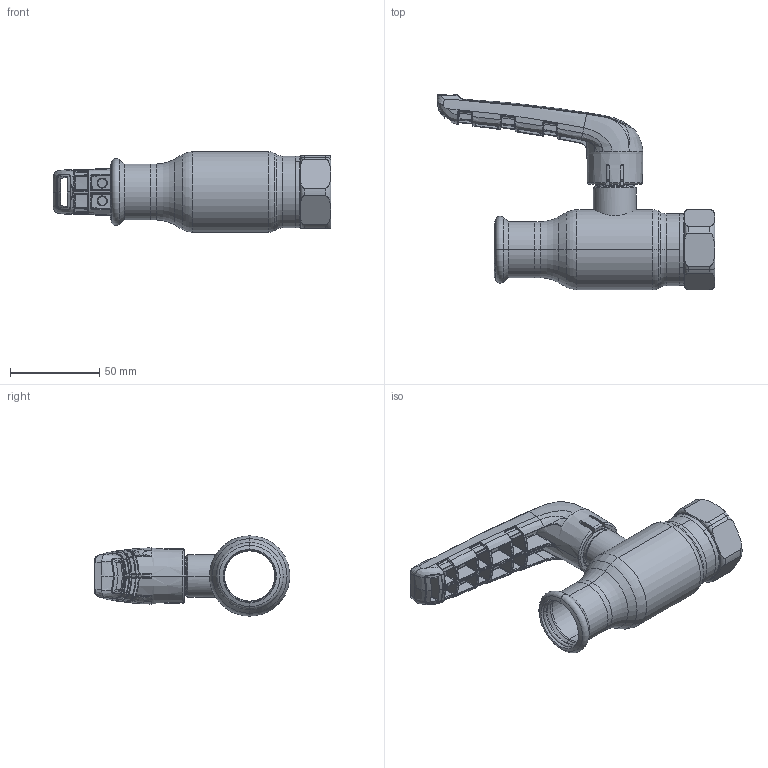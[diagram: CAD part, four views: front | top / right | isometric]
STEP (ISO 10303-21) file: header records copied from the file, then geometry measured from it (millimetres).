
FILE_DESCRIPTION (( 'STEP AP214' ), '1' );
FILE_NAME ('1025001000-xxxx.step', '2019-05-07T11:42:10', ( '' ), ( '' ), 'SwSTEP 2.0', 'SolidWorks 2017', '' );
FILE_SCHEMA (( 'AUTOMOTIVE_DESIGN' ));
Length unit declared in the file: millimetre
Products named in the file (1): 1025001000-xxxx
Bounding box: 155.57 x 109.61 x 45 mm (x, y, z)
Surface area: 42016.8 mm2 (no closed solid volume)
Topology: 0 solids, 8 shells, 804 faces, 2538 edges, 1645 vertices
Faces by surface type: bspline 631, plane 59, cylinder 45, torus 32, cone 25, sphere 12
Entity records: 62537 total; most frequent: CARTESIAN_POINT 37293, ORIENTED_EDGE 4255, EDGE_CURVE 2524, B_SPLINE_CURVE_WITH_KNOTS 1767, DIRECTION 1699, VERTEX_POINT 1639, EDGE_LOOP 824, UNCERTAINTY_MEASURE_WITH_UNIT 806
